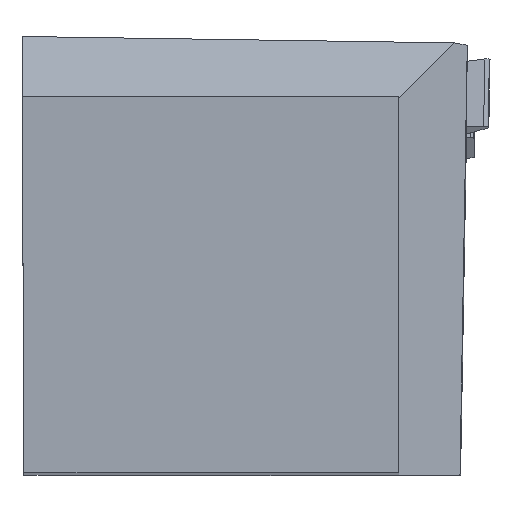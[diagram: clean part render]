
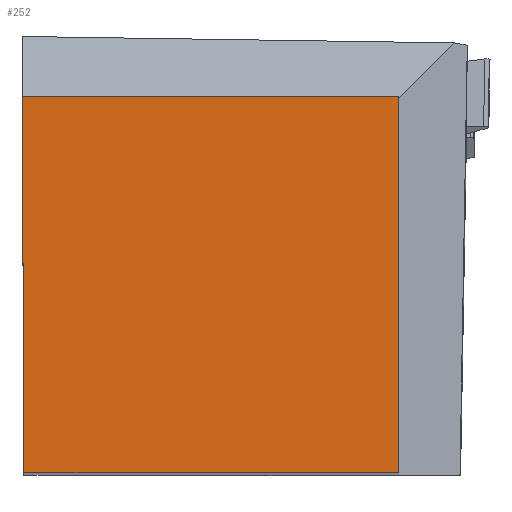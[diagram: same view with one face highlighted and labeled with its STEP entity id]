
A CAD part, top view. The second image highlights one B-rep face of the part: STEP entity #252.
In plain terms, the highlighted planar face has unit normal (0, 0, 1).
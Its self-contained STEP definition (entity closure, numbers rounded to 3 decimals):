
#252=ADVANCED_FACE('BLANK_BOXF006',(#374),#302,.F.);
#302=PLANE('',#1770);
#374=FACE_OUTER_BOUND('',#456,.T.);
#456=EDGE_LOOP('',(#883,#884,#885,#886));
#883=ORIENTED_EDGE('',*,*,#1278,.T.);
#884=ORIENTED_EDGE('',*,*,#1279,.T.);
#885=ORIENTED_EDGE('',*,*,#1275,.T.);
#886=ORIENTED_EDGE('',*,*,#1261,.T.);
#1053=VERTEX_POINT('',#3651);
#1054=VERTEX_POINT('',#3653);
#1064=VERTEX_POINT('',#3680);
#1065=VERTEX_POINT('',#3686);
#1261=EDGE_CURVE('',#1054,#1053,#1410,.T.);
#1275=EDGE_CURVE('',#1064,#1054,#1424,.T.);
#1278=EDGE_CURVE('',#1053,#1065,#1427,.T.);
#1279=EDGE_CURVE('',#1065,#1064,#1428,.T.);
#1410=LINE('',#3652,#1559);
#1424=LINE('',#3679,#1573);
#1427=LINE('',#3685,#1576);
#1428=LINE('',#3687,#1577);
#1559=VECTOR('',#2141,1.);
#1573=VECTOR('',#2161,1.);
#1576=VECTOR('',#2168,1.);
#1577=VECTOR('',#2169,1.);
#1770=AXIS2_PLACEMENT_3D('',#3688,#2170,#2171);
#2141=DIRECTION('',(1.,0.,0.));
#2161=DIRECTION('',(0.004,-1.,0.));
#2168=DIRECTION('',(0.,1.,0.));
#2169=DIRECTION('',(-1.,0.,0.));
#2170=DIRECTION('',(0.,0.,-1.));
#2171=DIRECTION('',(0.,-1.,0.));
#3651=CARTESIAN_POINT('',(31.623,0.,0.));
#3652=CARTESIAN_POINT('',(-152.4,0.,0.));
#3653=CARTESIAN_POINT('',(0.138,0.,0.));
#3679=CARTESIAN_POINT('',(-0.527,152.399,0.));
#3680=CARTESIAN_POINT('',(0.,31.623,0.));
#3685=CARTESIAN_POINT('',(31.623,-152.4,0.));
#3686=CARTESIAN_POINT('',(31.623,31.623,0.));
#3687=CARTESIAN_POINT('',(152.4,31.623,0.));
#3688=CARTESIAN_POINT('',(69.723,-5.,0.));
